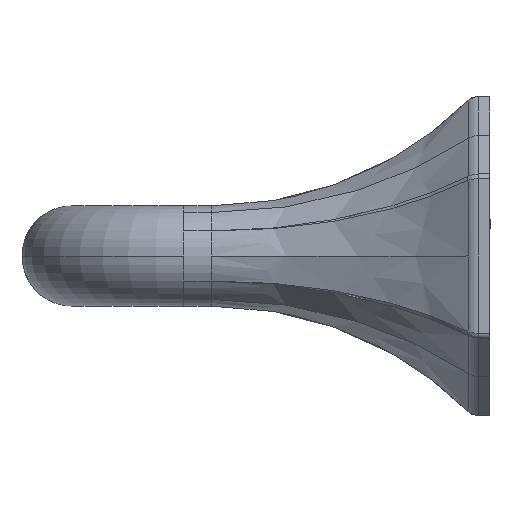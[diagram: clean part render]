
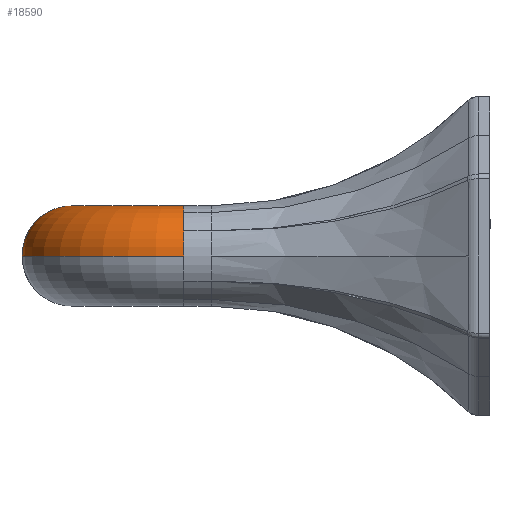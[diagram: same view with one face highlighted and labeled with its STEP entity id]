
A CAD part, left-side view. The second image highlights one B-rep face of the part: STEP entity #18590.
In plain terms, the highlighted toroidal (fillet/blend) face has major radius 20 mm and minor radius 9 mm.
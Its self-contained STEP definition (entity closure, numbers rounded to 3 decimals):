
#18409=CARTESIAN_POINT('Axis2P3D Location',(-280.,75.,0.)) ;
#18413=CARTESIAN_POINT('Vertex',(-280.,70.5,7.794)) ;
#18415=CARTESIAN_POINT('Vertex',(-280.,67.206,4.5)) ;
#18418=CARTESIAN_POINT('Axis2P3D Location',(-280.,75.,0.)) ;
#18422=CARTESIAN_POINT('Vertex',(-280.,66.,0.)) ;
#18478=CARTESIAN_POINT('Vertex',(-280.,84.,0.)) ;
#18481=CARTESIAN_POINT('Axis2P3D Location',(-280.,75.,0.)) ;
#18485=CARTESIAN_POINT('Vertex',(-280.,79.5,7.794)) ;
#18488=CARTESIAN_POINT('Axis2P3D Location',(-280.,75.,0.)) ;
#18492=CARTESIAN_POINT('Vertex',(-280.,75.,9.)) ;
#18495=CARTESIAN_POINT('Axis2P3D Location',(-280.,75.,0.)) ;
#18516=CARTESIAN_POINT('Axis2P3D Location',(-280.,55.,0.)) ;
#18521=CARTESIAN_POINT('Axis2P3D Location',(-280.,55.,0.)) ;
#18525=CARTESIAN_POINT('Vertex',(-309.,55.,0.)) ;
#18528=CARTESIAN_POINT('Axis2P3D Location',(-300.,55.,0.)) ;
#18532=CARTESIAN_POINT('Vertex',(-307.794,55.,4.5)) ;
#18535=CARTESIAN_POINT('Axis2P3D Location',(-300.,55.,0.)) ;
#18539=CARTESIAN_POINT('Vertex',(-304.5,55.,7.794)) ;
#18542=CARTESIAN_POINT('Axis2P3D Location',(-300.,55.,0.)) ;
#18546=CARTESIAN_POINT('Vertex',(-300.,55.,9.)) ;
#18549=CARTESIAN_POINT('Axis2P3D Location',(-300.,55.,0.)) ;
#18553=CARTESIAN_POINT('Vertex',(-295.5,55.,7.794)) ;
#18556=CARTESIAN_POINT('Axis2P3D Location',(-300.,55.,0.)) ;
#18560=CARTESIAN_POINT('Vertex',(-292.206,55.,4.5)) ;
#18563=CARTESIAN_POINT('Axis2P3D Location',(-300.,55.,0.)) ;
#18567=CARTESIAN_POINT('Vertex',(-291.,55.,0.)) ;
#18570=CARTESIAN_POINT('Axis2P3D Location',(-280.,55.,0.)) ;
#18410=DIRECTION('Axis2P3D Direction',(1.,0.,0.)) ;
#18419=DIRECTION('Axis2P3D Direction',(1.,0.,0.)) ;
#18482=DIRECTION('Axis2P3D Direction',(1.,0.,0.)) ;
#18489=DIRECTION('Axis2P3D Direction',(1.,0.,0.)) ;
#18496=DIRECTION('Axis2P3D Direction',(1.,0.,0.)) ;
#18517=DIRECTION('Axis2P3D Direction',(0.,0.,1.)) ;
#18518=DIRECTION('Axis2P3D XDirection',(0.,1.,0.)) ;
#18522=DIRECTION('Axis2P3D Direction',(0.,0.,1.)) ;
#18529=DIRECTION('Axis2P3D Direction',(0.,1.,0.)) ;
#18536=DIRECTION('Axis2P3D Direction',(0.,1.,0.)) ;
#18543=DIRECTION('Axis2P3D Direction',(0.,1.,0.)) ;
#18550=DIRECTION('Axis2P3D Direction',(0.,1.,0.)) ;
#18557=DIRECTION('Axis2P3D Direction',(0.,1.,0.)) ;
#18564=DIRECTION('Axis2P3D Direction',(0.,1.,0.)) ;
#18571=DIRECTION('Axis2P3D Direction',(0.,0.,1.)) ;
#18411=AXIS2_PLACEMENT_3D('Circle Axis2P3D',#18409,#18410,$) ;
#18420=AXIS2_PLACEMENT_3D('Circle Axis2P3D',#18418,#18419,$) ;
#18483=AXIS2_PLACEMENT_3D('Circle Axis2P3D',#18481,#18482,$) ;
#18490=AXIS2_PLACEMENT_3D('Circle Axis2P3D',#18488,#18489,$) ;
#18497=AXIS2_PLACEMENT_3D('Circle Axis2P3D',#18495,#18496,$) ;
#18519=AXIS2_PLACEMENT_3D('Torus Axis2P3D',#18516,#18517,#18518) ;
#18523=AXIS2_PLACEMENT_3D('Circle Axis2P3D',#18521,#18522,$) ;
#18530=AXIS2_PLACEMENT_3D('Circle Axis2P3D',#18528,#18529,$) ;
#18537=AXIS2_PLACEMENT_3D('Circle Axis2P3D',#18535,#18536,$) ;
#18544=AXIS2_PLACEMENT_3D('Circle Axis2P3D',#18542,#18543,$) ;
#18551=AXIS2_PLACEMENT_3D('Circle Axis2P3D',#18549,#18550,$) ;
#18558=AXIS2_PLACEMENT_3D('Circle Axis2P3D',#18556,#18557,$) ;
#18565=AXIS2_PLACEMENT_3D('Circle Axis2P3D',#18563,#18564,$) ;
#18572=AXIS2_PLACEMENT_3D('Circle Axis2P3D',#18570,#18571,$) ;
#18576=ORIENTED_EDGE('',*,*,#18499,.F.) ;
#18577=ORIENTED_EDGE('',*,*,#18494,.F.) ;
#18578=ORIENTED_EDGE('',*,*,#18487,.F.) ;
#18579=ORIENTED_EDGE('',*,*,#18527,.T.) ;
#18580=ORIENTED_EDGE('',*,*,#18534,.T.) ;
#18581=ORIENTED_EDGE('',*,*,#18541,.F.) ;
#18582=ORIENTED_EDGE('',*,*,#18548,.T.) ;
#18583=ORIENTED_EDGE('',*,*,#18555,.F.) ;
#18584=ORIENTED_EDGE('',*,*,#18562,.T.) ;
#18585=ORIENTED_EDGE('',*,*,#18569,.F.) ;
#18586=ORIENTED_EDGE('',*,*,#18574,.F.) ;
#18587=ORIENTED_EDGE('',*,*,#18424,.F.) ;
#18588=ORIENTED_EDGE('',*,*,#18417,.F.) ;
#18590=ADVANCED_FACE('P30847.1\\PartBody',(#18589),#18520,.T.) ;
#18412=CIRCLE('generated circle',#18411,9.) ;
#18421=CIRCLE('generated circle',#18420,9.) ;
#18484=CIRCLE('generated circle',#18483,9.) ;
#18491=CIRCLE('generated circle',#18490,9.) ;
#18498=CIRCLE('generated circle',#18497,9.) ;
#18524=CIRCLE('generated circle',#18523,29.) ;
#18531=CIRCLE('generated circle',#18530,9.) ;
#18538=CIRCLE('generated circle',#18537,9.) ;
#18545=CIRCLE('generated circle',#18544,9.) ;
#18552=CIRCLE('generated circle',#18551,9.) ;
#18559=CIRCLE('generated circle',#18558,9.) ;
#18566=CIRCLE('generated circle',#18565,9.) ;
#18573=CIRCLE('generated circle',#18572,11.) ;
#18520=TOROIDAL_SURFACE('homeo Torus',#18519,20.,9.) ;
#18417=EDGE_CURVE('',#18414,#18416,#18412,.T.) ;
#18424=EDGE_CURVE('',#18416,#18423,#18421,.T.) ;
#18487=EDGE_CURVE('',#18479,#18486,#18484,.T.) ;
#18494=EDGE_CURVE('',#18486,#18493,#18491,.T.) ;
#18499=EDGE_CURVE('',#18493,#18414,#18498,.T.) ;
#18527=EDGE_CURVE('',#18479,#18526,#18524,.T.) ;
#18534=EDGE_CURVE('',#18526,#18533,#18531,.T.) ;
#18541=EDGE_CURVE('',#18540,#18533,#18538,.F.) ;
#18548=EDGE_CURVE('',#18540,#18547,#18545,.T.) ;
#18555=EDGE_CURVE('',#18554,#18547,#18552,.F.) ;
#18562=EDGE_CURVE('',#18554,#18561,#18559,.T.) ;
#18569=EDGE_CURVE('',#18568,#18561,#18566,.F.) ;
#18574=EDGE_CURVE('',#18423,#18568,#18573,.T.) ;
#18575=EDGE_LOOP('',(#18576,#18577,#18578,#18579,#18580,#18581,#18582,#18583,#18584,#18585,#18586,#18587,#18588)) ;
#18589=FACE_OUTER_BOUND('',#18575,.T.) ;
#18414=VERTEX_POINT('',#18413) ;
#18416=VERTEX_POINT('',#18415) ;
#18423=VERTEX_POINT('',#18422) ;
#18479=VERTEX_POINT('',#18478) ;
#18486=VERTEX_POINT('',#18485) ;
#18493=VERTEX_POINT('',#18492) ;
#18526=VERTEX_POINT('',#18525) ;
#18533=VERTEX_POINT('',#18532) ;
#18540=VERTEX_POINT('',#18539) ;
#18547=VERTEX_POINT('',#18546) ;
#18554=VERTEX_POINT('',#18553) ;
#18561=VERTEX_POINT('',#18560) ;
#18568=VERTEX_POINT('',#18567) ;
